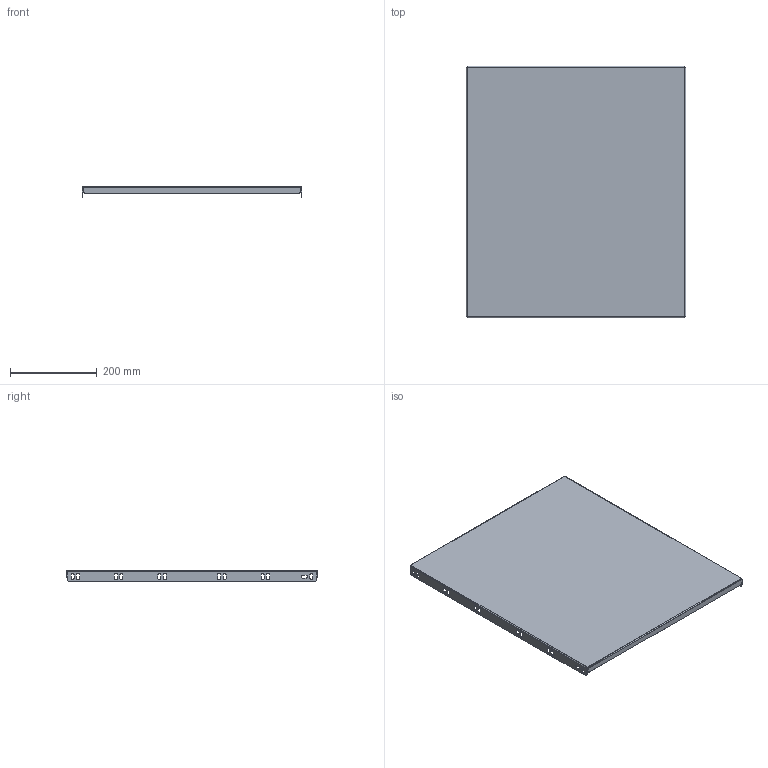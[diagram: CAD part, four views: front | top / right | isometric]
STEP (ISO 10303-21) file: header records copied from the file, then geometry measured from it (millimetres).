
FILE_DESCRIPTION (( 'STEP AP214' ), '1' );
FILE_NAME ('FO-00-FPA-060-060 FORMAT Ïàíåëü çàäíÿÿ âîçäóøíîãî ÀÂ 600õ600ìì IEK.STEP', '2022-05-31T07:27:44', ( '' ), ( '' ), 'SwSTEP 2.0', 'SolidWorks 2017', '' );
FILE_SCHEMA (( 'AUTOMOTIVE_DESIGN' ));
Length unit declared in the file: millimetre
Products named in the file (1): FO-00-FPA-060-060 FORMAT Ïàíåëü çàäíÿÿ âîçäóøíîãî ÀÂ 600õ600ìì IEK
Bounding box: 506 x 580 x 25 mm (x, y, z)
Volume: 495120.1 mm3; surface area: 664973.1 mm2
Topology: 1 solids, 1 shells, 164 faces, 454 edges, 292 vertices
Faces by surface type: cylinder 86, plane 78
Entity records: 5384 total; most frequent: DIRECTION 956, CARTESIAN_POINT 911, ORIENTED_EDGE 908, EDGE_CURVE 454, AXIS2_PLACEMENT_3D 337, VERTEX_POINT 292, VECTOR 282, LINE 282
